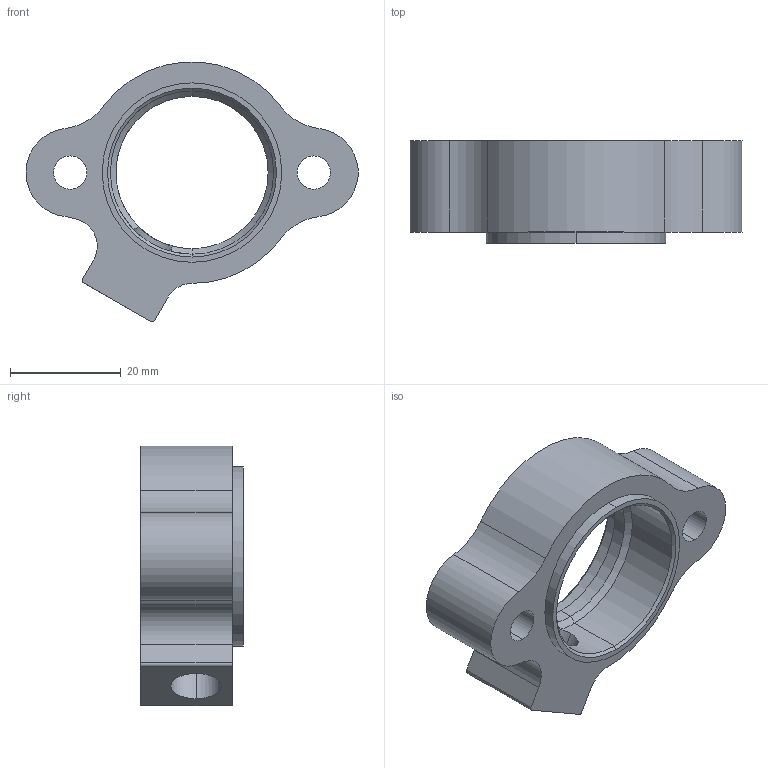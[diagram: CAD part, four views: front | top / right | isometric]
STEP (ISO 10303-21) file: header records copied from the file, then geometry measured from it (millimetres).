
FILE_DESCRIPTION (( 'STEP AP214' ), '1' );
FILE_NAME ('210616 - Support sonde temperature.STEP', '2021-06-17T21:20:08', ( '' ), ( '' ), 'SwSTEP 2.0', 'SolidWorks 2018', '' );
FILE_SCHEMA (( 'AUTOMOTIVE_DESIGN' ));
Length unit declared in the file: millimetre
Products named in the file (1): 210616 - Support sonde temperature
Bounding box: 59.94 x 18.5 x 46.88 mm (x, y, z)
Volume: 14462.8 mm3; surface area: 7504.8 mm2
Topology: 1 solids, 1 shells, 41 faces, 106 edges, 68 vertices
Faces by surface type: cylinder 27, cone 7, plane 7
Entity records: 1492 total; most frequent: CARTESIAN_POINT 286, DIRECTION 242, ORIENTED_EDGE 212, EDGE_CURVE 106, AXIS2_PLACEMENT_3D 100, VERTEX_POINT 68, CIRCLE 58, EDGE_LOOP 50
